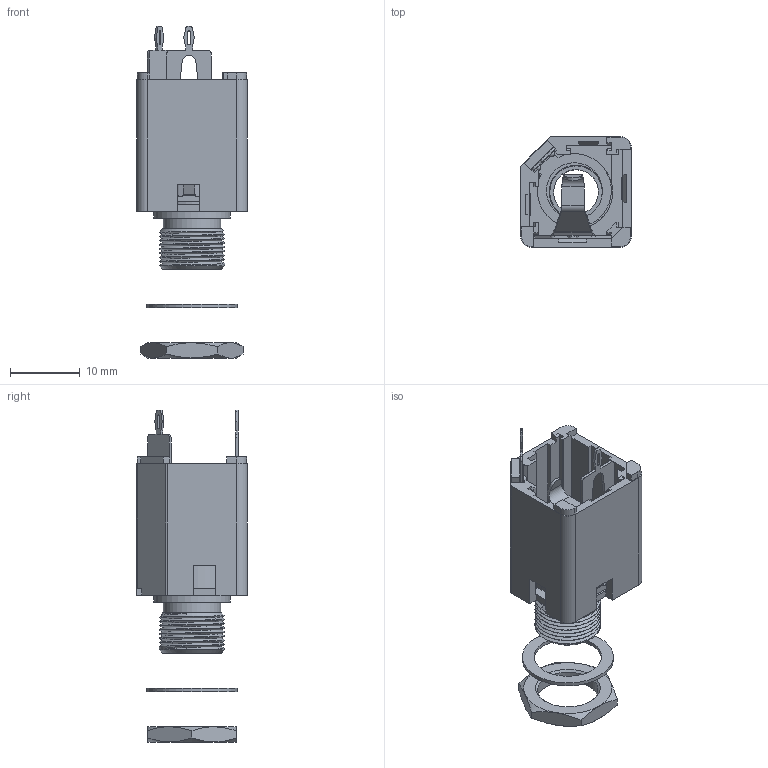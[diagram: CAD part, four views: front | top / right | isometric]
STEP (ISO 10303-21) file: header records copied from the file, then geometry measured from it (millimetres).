
FILE_DESCRIPTION(/* description */ (''),/* implementation_level */ '2;1');
FILE_NAME(/* name */ 'ACJS-MIV-2.stp',/* time_stamp */ '2020-09-28T11:12:21+10:00',/* author */ ('minh'),/* organization */ (''),/* preprocessor_version */ 'ST-DEVELOPER v18.1',/* originating_system */ 'Autodesk Inventor 2021',/* authorisation */ '');
FILE_SCHEMA (('AUTOMOTIVE_DESIGN { 1 0 10303 214 3 1 1 }'));
Length unit declared in the file: inch
Products named in the file (1): ACJS-MIV-2_Shrinkwrap_1
Bounding box: 15.8 x 15.8 x 47.5 mm (x, y, z)
Volume: 2255.8 mm3; surface area: 4990.7 mm2
Topology: 6 solids, 6 shells, 454 faces, 1268 edges, 831 vertices
Faces by surface type: plane 289, cylinder 90, bspline 62, cone 7, sphere 4, torus 2
Full cylindrical faces by diameter (mm): 0.3 x2, 1 x2, 1.6 x1, 6.4 x1, 7.5 x1, 7.7 x1, 8 x1, 8.2 x1, 8.661 x1, 9.4 x7, 9.7 x1, 10.5 x1, 11 x1, 13 x1
Entity records: 19969 total; most frequent: CARTESIAN_POINT 8101, ORIENTED_EDGE 2520, DIRECTION 2086, EDGE_CURVE 1260, LINE 896, VECTOR 896, VERTEX_POINT 831, AXIS2_PLACEMENT_3D 595
